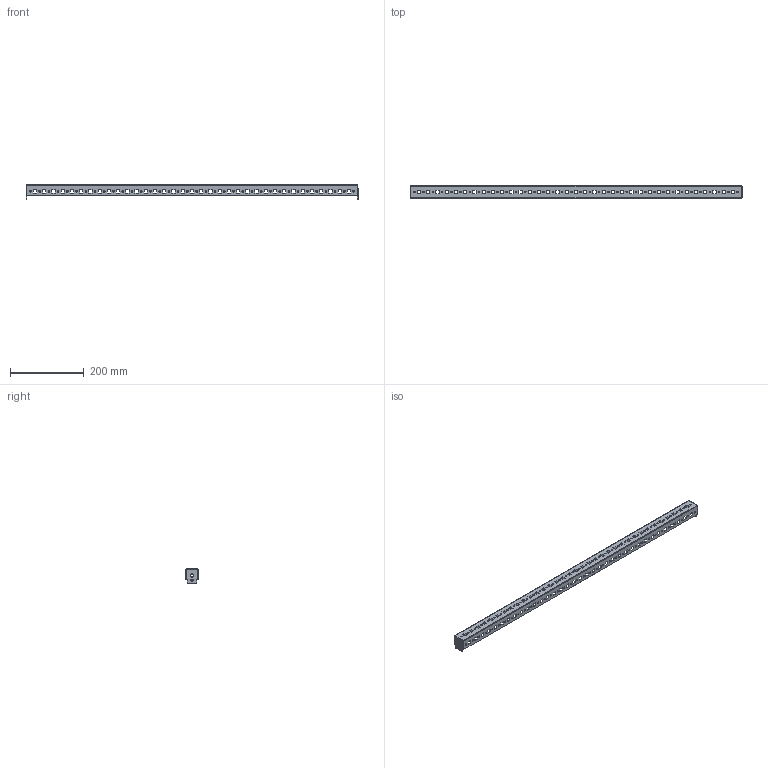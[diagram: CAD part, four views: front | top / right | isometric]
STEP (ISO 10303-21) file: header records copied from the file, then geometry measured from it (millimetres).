
FILE_DESCRIPTION (( 'STEP AP203' ), '1' );
FILE_NAME ('AC00C263.step', '2011-01-20T13:13:09', ( 'User' ), ( 'DKC' ), 'SwSTEP 2.0', 'SolidWorks 2010', '' );
FILE_SCHEMA (( 'CONFIG_CONTROL_DESIGN' ));
Length unit declared in the file: millimetre
Products named in the file (1): AC00C263
Bounding box: 899 x 34 x 38.5 mm (x, y, z)
Volume: 109678.6 mm3; surface area: 157386.2 mm2
Topology: 1 solids, 1 shells, 702 faces, 2072 edges, 1372 vertices
Faces by surface type: plane 462, cylinder 240
Entity records: 24301 total; most frequent: CARTESIAN_POINT 4147, ORIENTED_EDGE 4144, DIRECTION 3962, EDGE_CURVE 2072, VECTOR 1588, LINE 1588, VERTEX_POINT 1372, AXIS2_PLACEMENT_3D 1187
